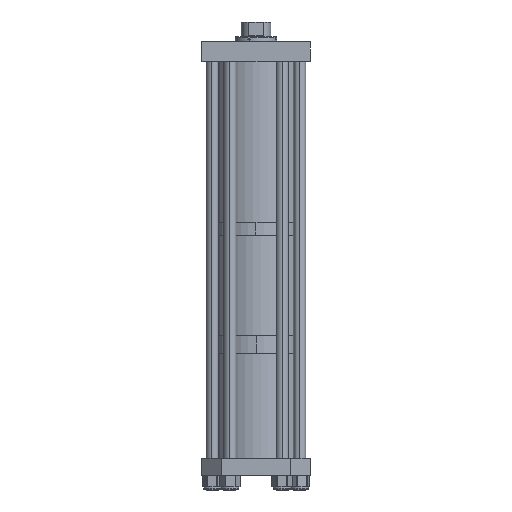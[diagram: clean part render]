
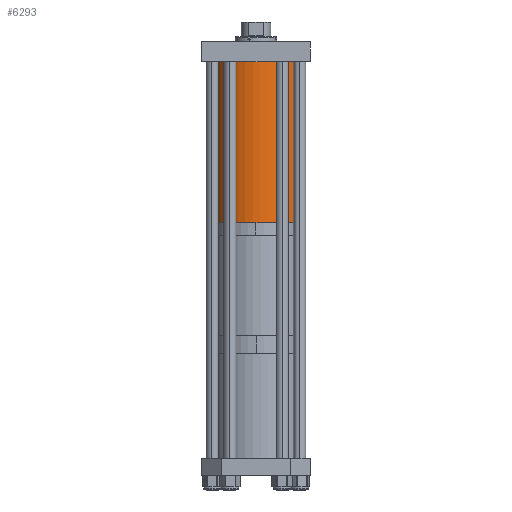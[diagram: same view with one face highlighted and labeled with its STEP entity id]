
A CAD part, left-side view. The second image highlights one B-rep face of the part: STEP entity #6293.
In plain terms, the highlighted cylindrical face has radius 114.3 mm (diameter 228.6 mm), a partial arc.
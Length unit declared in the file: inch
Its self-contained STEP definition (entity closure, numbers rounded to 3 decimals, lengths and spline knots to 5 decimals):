
#244 = CIRCLE ( 'NONE', #8792, 4.5 ) ;
#654 = AXIS2_PLACEMENT_3D ( 'NONE', #6819, #2484, #1621 ) ;
#823 = VERTEX_POINT ( 'NONE', #7638 ) ;
#1100 = AXIS2_PLACEMENT_3D ( 'NONE', #3948, #2362, #5839 ) ;
#1262 = EDGE_CURVE ( 'NONE', #5740, #6754, #10187, .T. ) ;
#1583 = VECTOR ( 'NONE', #4066, 39.37008 ) ;
#1621 = DIRECTION ( 'NONE',  ( 1., 0., 0. ) ) ;
#1950 = VECTOR ( 'NONE', #6814, 39.37008 ) ;
#2362 = DIRECTION ( 'NONE',  ( 0., 0., -1. ) ) ;
#2403 = VERTEX_POINT ( 'NONE', #11255 ) ;
#2484 = DIRECTION ( 'NONE',  ( 0., 0., 1. ) ) ;
#2812 = CARTESIAN_POINT ( 'NONE',  ( -4.5, 0., 16.323 ) ) ;
#3948 = CARTESIAN_POINT ( 'NONE',  ( 0., 0., 16.323 ) ) ;
#4066 = DIRECTION ( 'NONE',  ( 0., 0., -1. ) ) ;
#4266 = DIRECTION ( 'NONE',  ( 1., 0., 0. ) ) ;
#4790 = ORIENTED_EDGE ( 'NONE', *, *, #1262, .T. ) ;
#5182 = ORIENTED_EDGE ( 'NONE', *, *, #10853, .F. ) ;
#5261 = CARTESIAN_POINT ( 'NONE',  ( 4.5, 0., 0. ) ) ;
#5346 = DIRECTION ( 'NONE',  ( 0., 0., 1. ) ) ;
#5612 = ORIENTED_EDGE ( 'NONE', *, *, #9918, .F. ) ;
#5740 = VERTEX_POINT ( 'NONE', #10212 ) ;
#5839 = DIRECTION ( 'NONE',  ( -1., 0., 0. ) ) ;
#5948 = CIRCLE ( 'NONE', #654, 4.5 ) ;
#6070 = ORIENTED_EDGE ( 'NONE', *, *, #9496, .T. ) ;
#6293 = ADVANCED_FACE ( 'NONE', ( #8271 ), #6631, .T. ) ;
#6631 = CYLINDRICAL_SURFACE ( 'NONE', #1100, 4.5 ) ;
#6754 = VERTEX_POINT ( 'NONE', #5261 ) ;
#6814 = DIRECTION ( 'NONE',  ( 0., 0., -1. ) ) ;
#6819 = CARTESIAN_POINT ( 'NONE',  ( 0., 0., 16.323 ) ) ;
#7170 = LINE ( 'NONE', #2812, #1583 ) ;
#7638 = CARTESIAN_POINT ( 'NONE',  ( -4.5, 0., 16.323 ) ) ;
#7914 = CARTESIAN_POINT ( 'NONE',  ( 0., 0., 0. ) ) ;
#8271 = FACE_OUTER_BOUND ( 'NONE', #11130, .T. ) ;
#8792 = AXIS2_PLACEMENT_3D ( 'NONE', #7914, #5346, #4266 ) ;
#9496 = EDGE_CURVE ( 'NONE', #6754, #2403, #244, .T. ) ;
#9918 = EDGE_CURVE ( 'NONE', #5740, #823, #5948, .T. ) ;
#10061 = CARTESIAN_POINT ( 'NONE',  ( 4.5, 0., 16.323 ) ) ;
#10187 = LINE ( 'NONE', #10061, #1950 ) ;
#10212 = CARTESIAN_POINT ( 'NONE',  ( 4.5, 0., 16.323 ) ) ;
#10853 = EDGE_CURVE ( 'NONE', #823, #2403, #7170, .T. ) ;
#11130 = EDGE_LOOP ( 'NONE', ( #5612, #4790, #6070, #5182 ) ) ;
#11255 = CARTESIAN_POINT ( 'NONE',  ( -4.5, 0., 0. ) ) ;
